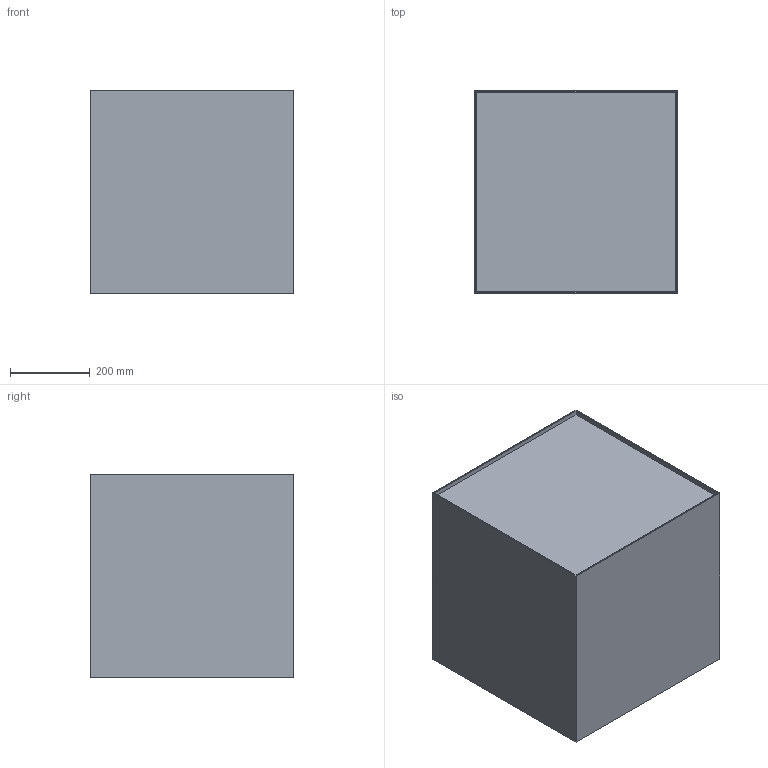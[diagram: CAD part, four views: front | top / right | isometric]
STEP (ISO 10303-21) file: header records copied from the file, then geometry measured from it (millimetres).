
FILE_DESCRIPTION(('FreeCAD Model'),'2;1');
FILE_NAME('Open CASCADE Shape Model','2025-08-25T18:26:39',('Author'),( ''),'Open CASCADE STEP processor 7.8','FreeCAD','Unknown');
FILE_SCHEMA(('AUTOMOTIVE_DESIGN { 1 0 10303 214 1 1 1 1 }'));
Length unit declared in the file: millimetre
Products named in the file (2): M1_Shield_Whipple; Chasis_500
Bounding box: 510 x 510 x 510 mm (x, y, z)
Volume: 129813161.5 mm3; surface area: 4383968 mm2
Topology: 2 solids, 2 shells, 739 faces, 1556 edges, 824 vertices
Faces by surface type: plane 739
Entity records: 37157 total; most frequent: CARTESIAN_POINT 7816, DIRECTION 4564, ORIENTED_EDGE 3112, PCURVE 3112, DEFINITIONAL_REPRESENTATION 3112, LINE 3084, VECTOR 3084, B_SPLINE_CURVE_WITH_KNOTS 1584
